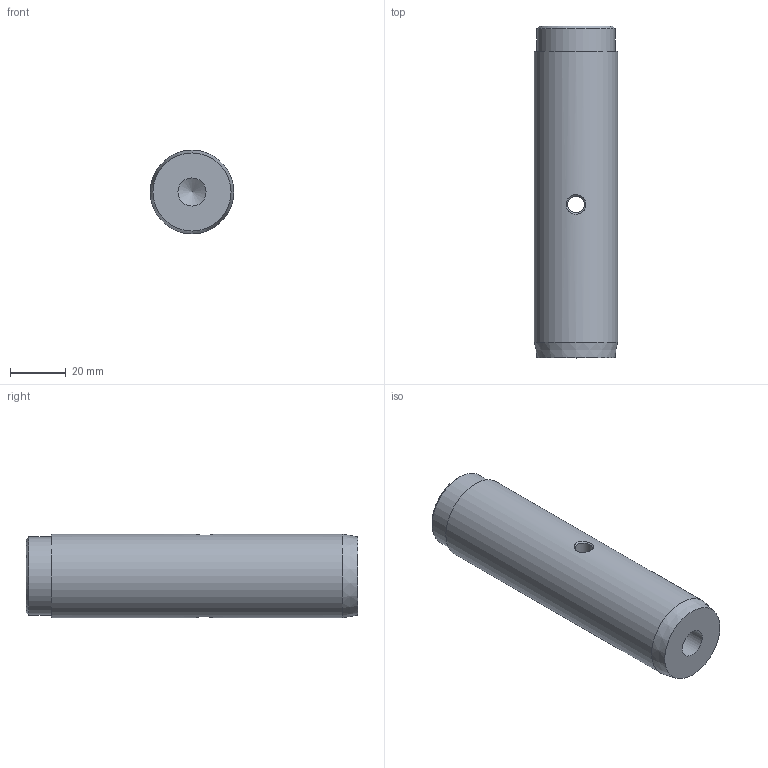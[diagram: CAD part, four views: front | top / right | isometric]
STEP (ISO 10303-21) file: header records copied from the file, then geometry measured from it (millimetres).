
FILE_DESCRIPTION(/* description */ ('Unknown'),/* implementation_level */ '2;1');
FILE_NAME(/* name */ '0074 Sylinterin tappi lyhyt',/* time_stamp */ '2021-03-24T22:33:43+02:00',/* author */ ('Unknown'),/* organization */ ('Unknown'),/* preprocessor_version */ 'ST-DEVELOPER v16.7',/* originating_system */ 'Solid Edge',/* authorisation */ 'Unknown');
FILE_SCHEMA (('AUTOMOTIVE_DESIGN {1 0 10303 214 3 1 1}'));
Length unit declared in the file: millimetre
Products named in the file (1): 30 tappi lyhempi
Bounding box: 30 x 119 x 30 mm (x, y, z)
Volume: 73773.3 mm3; surface area: 15901.9 mm2
Topology: 1 solids, 1 shells, 21 faces, 53 edges, 34 vertices
Faces by surface type: cylinder 9, cone 5, plane 4, bspline 2, torus 1
Full cylindrical faces by diameter (mm): 6 x2, 6.647 x2, 10.106 x2, 20 x1, 28 x1, 30 x1
Entity records: 805 total; most frequent: CARTESIAN_POINT 276, DIRECTION 72, FACE_BOUND 46, ORIENTED_EDGE 44, EDGE_LOOP 44, AXIS2_PLACEMENT_3D 36, VERTEX_POINT 24, EDGE_CURVE 22
